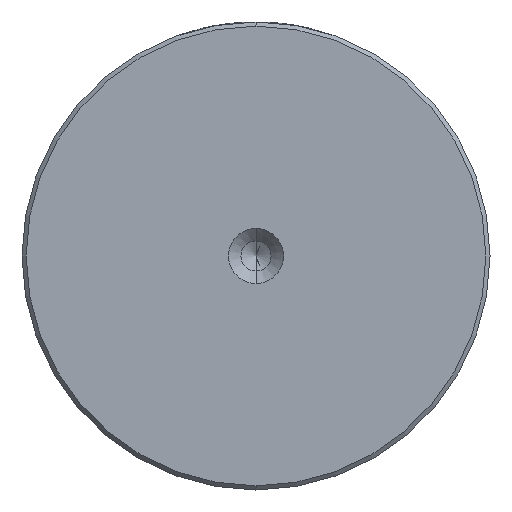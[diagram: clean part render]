
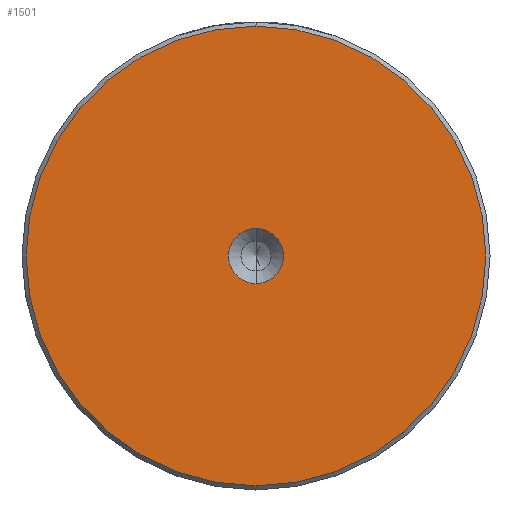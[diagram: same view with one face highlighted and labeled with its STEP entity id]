
A CAD part, left-side view. The second image highlights one B-rep face of the part: STEP entity #1501.
In plain terms, the highlighted planar face has unit normal (-1, 0, 0).
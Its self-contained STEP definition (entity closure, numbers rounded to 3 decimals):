
#27 = CARTESIAN_POINT ( 'NONE',  ( 0., 0., 0. ) ) ;
#84 = DIRECTION ( 'NONE',  ( 0., 0., 1. ) ) ;
#104 = CIRCLE ( 'NONE', #466, 27.5 ) ;
#126 = CARTESIAN_POINT ( 'NONE',  ( 0., 0., -3.3 ) ) ;
#137 = CARTESIAN_POINT ( 'NONE',  ( 0., 0., 27.5 ) ) ;
#140 = DIRECTION ( 'NONE',  ( 0., 0., 1. ) ) ;
#204 = CIRCLE ( 'NONE', #1422, 27.5 ) ;
#211 = DIRECTION ( 'NONE',  ( 0., 0., 1. ) ) ;
#374 = CIRCLE ( 'NONE', #1142, 3.3 ) ;
#427 = VERTEX_POINT ( 'NONE', #1098 ) ;
#428 = VERTEX_POINT ( 'NONE', #1649 ) ;
#466 = AXIS2_PLACEMENT_3D ( 'NONE', #2327, #1195, #84 ) ;
#477 = PLANE ( 'NONE',  #889 ) ;
#583 = EDGE_CURVE ( 'NONE', #2076, #427, #104, .T. ) ;
#671 = CARTESIAN_POINT ( 'NONE',  ( 0., 0., 0. ) ) ;
#724 = FACE_BOUND ( 'NONE', #2102, .T. ) ;
#743 = VERTEX_POINT ( 'NONE', #126 ) ;
#840 = EDGE_CURVE ( 'NONE', #427, #2076, #204, .T. ) ;
#889 = AXIS2_PLACEMENT_3D ( 'NONE', #671, #1225, #2182 ) ;
#1032 = ORIENTED_EDGE ( 'NONE', *, *, #2070, .F. ) ;
#1060 = ORIENTED_EDGE ( 'NONE', *, *, #840, .T. ) ;
#1067 = CARTESIAN_POINT ( 'NONE',  ( 0., 0., 0. ) ) ;
#1098 = CARTESIAN_POINT ( 'NONE',  ( 0., 0., -27.5 ) ) ;
#1142 = AXIS2_PLACEMENT_3D ( 'NONE', #1067, #2389, #1250 ) ;
#1152 = EDGE_LOOP ( 'NONE', ( #1060, #2113 ) ) ;
#1195 = DIRECTION ( 'NONE',  ( -1., 0., 0. ) ) ;
#1225 = DIRECTION ( 'NONE',  ( -1., 0., 0. ) ) ;
#1250 = DIRECTION ( 'NONE',  ( 0., 0., 1. ) ) ;
#1255 = DIRECTION ( 'NONE',  ( -1., 0., 0. ) ) ;
#1333 = DIRECTION ( 'NONE',  ( -1., 0., 0. ) ) ;
#1392 = CIRCLE ( 'NONE', #1405, 3.3 ) ;
#1405 = AXIS2_PLACEMENT_3D ( 'NONE', #2396, #1255, #140 ) ;
#1422 = AXIS2_PLACEMENT_3D ( 'NONE', #27, #1333, #211 ) ;
#1501 = ADVANCED_FACE ( 'NONE', ( #1660, #724 ), #477, .T. ) ;
#1649 = CARTESIAN_POINT ( 'NONE',  ( 0., 0., 3.3 ) ) ;
#1660 = FACE_OUTER_BOUND ( 'NONE', #1152, .T. ) ;
#2067 = ORIENTED_EDGE ( 'NONE', *, *, #2103, .F. ) ;
#2070 = EDGE_CURVE ( 'NONE', #743, #428, #374, .T. ) ;
#2076 = VERTEX_POINT ( 'NONE', #137 ) ;
#2102 = EDGE_LOOP ( 'NONE', ( #2067, #1032 ) ) ;
#2103 = EDGE_CURVE ( 'NONE', #428, #743, #1392, .T. ) ;
#2113 = ORIENTED_EDGE ( 'NONE', *, *, #583, .T. ) ;
#2182 = DIRECTION ( 'NONE',  ( 0., 0., 1. ) ) ;
#2327 = CARTESIAN_POINT ( 'NONE',  ( 0., 0., 0. ) ) ;
#2389 = DIRECTION ( 'NONE',  ( -1., 0., 0. ) ) ;
#2396 = CARTESIAN_POINT ( 'NONE',  ( 0., 0., 0. ) ) ;
